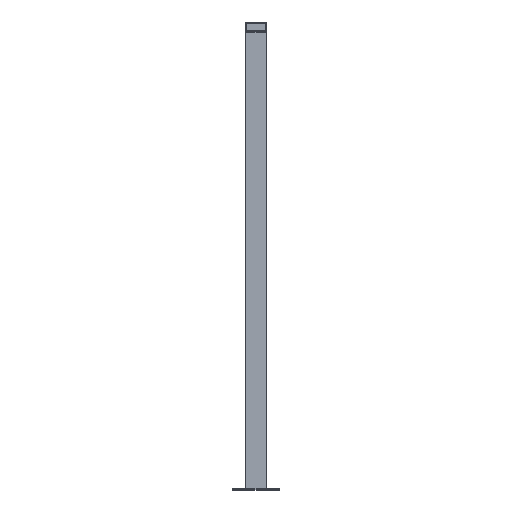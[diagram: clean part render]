
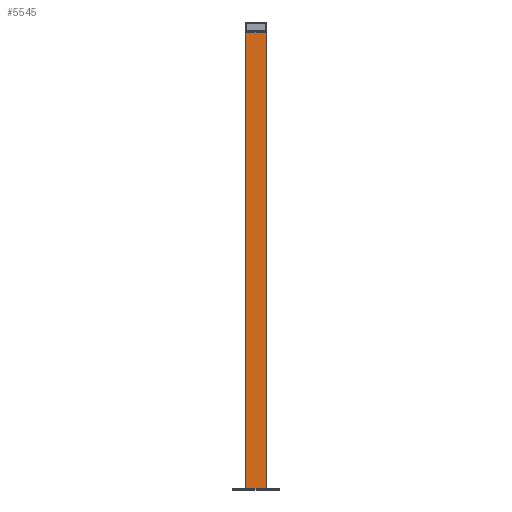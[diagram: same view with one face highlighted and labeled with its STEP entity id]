
A CAD part, top view. The second image highlights one B-rep face of the part: STEP entity #5545.
In plain terms, the highlighted face is planar.
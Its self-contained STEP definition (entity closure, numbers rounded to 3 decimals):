
#42 = VERTEX_POINT ( 'NONE', #4822 ) ;
#87 = VECTOR ( 'NONE', #4624, 1000. ) ;
#114 = LINE ( 'NONE', #1508, #2195 ) ;
#221 = ORIENTED_EDGE ( 'NONE', *, *, #1761, .T. ) ;
#227 = ORIENTED_EDGE ( 'NONE', *, *, #2888, .T. ) ;
#263 = DIRECTION ( 'NONE',  ( 0., -0.816, -0.577 ) ) ;
#711 = CARTESIAN_POINT ( 'NONE',  ( -25., 2310., 52. ) ) ;
#724 = VECTOR ( 'NONE', #263, 1000. ) ;
#932 = VERTEX_POINT ( 'NONE', #3831 ) ;
#963 = CARTESIAN_POINT ( 'NONE',  ( -25., 2360., -54.5 ) ) ;
#1082 = CARTESIAN_POINT ( 'NONE',  ( -25., 0., -54.5 ) ) ;
#1144 = EDGE_LOOP ( 'NONE', ( #5128, #1822, #227, #4972, #1906, #221 ) ) ;
#1508 = CARTESIAN_POINT ( 'NONE',  ( -25., 2343.333, 28.43 ) ) ;
#1761 = EDGE_CURVE ( 'NONE', #3328, #4839, #114, .T. ) ;
#1822 = ORIENTED_EDGE ( 'NONE', *, *, #2926, .T. ) ;
#1906 = ORIENTED_EDGE ( 'NONE', *, *, #3129, .F. ) ;
#1956 = PLANE ( 'NONE',  #4316 ) ;
#2016 = CARTESIAN_POINT ( 'NONE',  ( -25., 2310., -3146.364 ) ) ;
#2195 = VECTOR ( 'NONE', #5016, 1000. ) ;
#2412 = DIRECTION ( 'NONE',  ( 0., -1., 0. ) ) ;
#2531 = VERTEX_POINT ( 'NONE', #4878 ) ;
#2888 = EDGE_CURVE ( 'NONE', #2531, #4219, #6328, .T. ) ;
#2926 = EDGE_CURVE ( 'NONE', #42, #2531, #5832, .T. ) ;
#3129 = EDGE_CURVE ( 'NONE', #3328, #932, #5060, .T. ) ;
#3279 = CARTESIAN_POINT ( 'NONE',  ( -25., 2360., -54.5 ) ) ;
#3328 = VERTEX_POINT ( 'NONE', #6220 ) ;
#3831 = CARTESIAN_POINT ( 'NONE',  ( -25., 0., 54.5 ) ) ;
#4219 = VERTEX_POINT ( 'NONE', #6132 ) ;
#4316 = AXIS2_PLACEMENT_3D ( 'NONE', #963, #4380, #5010 ) ;
#4380 = DIRECTION ( 'NONE',  ( 1., 0., 0. ) ) ;
#4624 = DIRECTION ( 'NONE',  ( 0., 0., 1. ) ) ;
#4633 = EDGE_CURVE ( 'NONE', #42, #4839, #6487, .T. ) ;
#4648 = VECTOR ( 'NONE', #2412, 1000. ) ;
#4822 = CARTESIAN_POINT ( 'NONE',  ( -25., 2310., -52. ) ) ;
#4839 = VERTEX_POINT ( 'NONE', #711 ) ;
#4871 = DIRECTION ( 'NONE',  ( 0., -1., 0. ) ) ;
#4878 = CARTESIAN_POINT ( 'NONE',  ( -25., 2306.464, -54.5 ) ) ;
#4911 = FACE_OUTER_BOUND ( 'NONE', #1144, .T. ) ;
#4972 = ORIENTED_EDGE ( 'NONE', *, *, #5163, .T. ) ;
#5010 = DIRECTION ( 'NONE',  ( 0., 0., -1. ) ) ;
#5016 = DIRECTION ( 'NONE',  ( 0., 0.816, -0.577 ) ) ;
#5060 = LINE ( 'NONE', #6424, #4648 ) ;
#5128 = ORIENTED_EDGE ( 'NONE', *, *, #4633, .F. ) ;
#5163 = EDGE_CURVE ( 'NONE', #4219, #932, #5188, .T. ) ;
#5188 = LINE ( 'NONE', #1082, #87 ) ;
#5333 = CARTESIAN_POINT ( 'NONE',  ( -25., 2343.333, -28.43 ) ) ;
#5545 = ADVANCED_FACE ( 'NONE', ( #4911 ), #1956, .F. ) ;
#5584 = VECTOR ( 'NONE', #6057, 1000. ) ;
#5832 = LINE ( 'NONE', #5333, #724 ) ;
#6057 = DIRECTION ( 'NONE',  ( 0., 0., 1. ) ) ;
#6132 = CARTESIAN_POINT ( 'NONE',  ( -25., 0., -54.5 ) ) ;
#6220 = CARTESIAN_POINT ( 'NONE',  ( -25., 2306.464, 54.5 ) ) ;
#6328 = LINE ( 'NONE', #3279, #6446 ) ;
#6424 = CARTESIAN_POINT ( 'NONE',  ( -25., 2360., 54.5 ) ) ;
#6446 = VECTOR ( 'NONE', #4871, 1000. ) ;
#6487 = LINE ( 'NONE', #2016, #5584 ) ;
